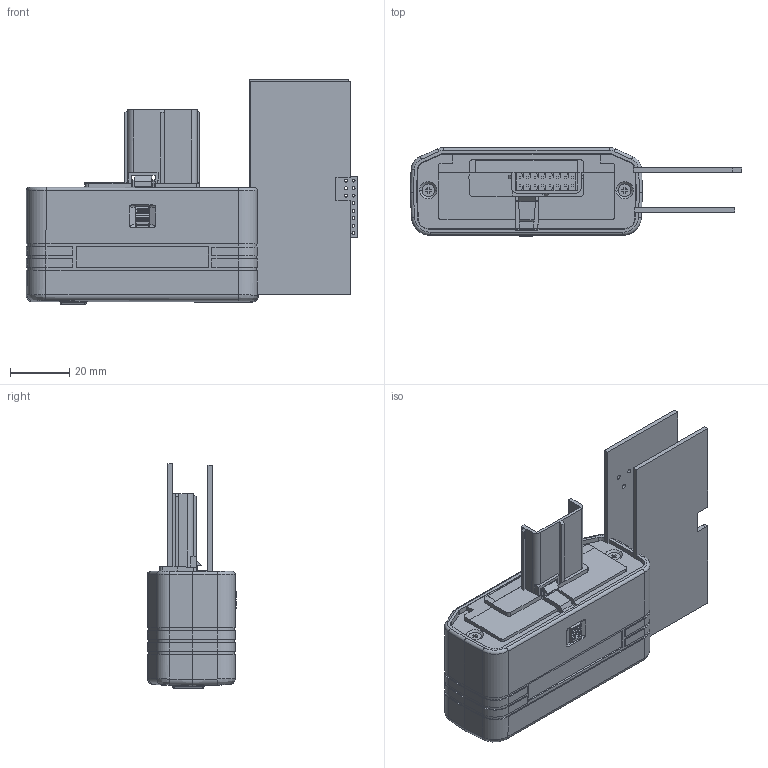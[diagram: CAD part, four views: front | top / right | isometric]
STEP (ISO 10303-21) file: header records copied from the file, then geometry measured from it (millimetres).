
FILE_DESCRIPTION((''),'2;1');
FILE_NAME('ATS','2024-09-10T',(''),(''),'PRO/ENGINEER BY PARAMETRIC TECHNOLOGY CORPORATION, 2003250','PRO/ENGINEER BY PARAMETRIC TECHNOLOGY CORPORATION, 2003250','');
FILE_SCHEMA(('CONFIG_CONTROL_DESIGN'));
Length unit declared in the file: millimetre
Products named in the file (15): TOP_SLOT_HOUSING_CASE_LARGE_SLO; TOP_SLOT_HOUSING_CASE_LARGE_PCB; TOP_SLOT_HOUSING_CASE_LARGE_OUT; TOP_SLOT_HOUSING_CASE_LARGE_-_T; 22761-SPKT-NO; CHAMFER2; FILLET4; FILLET5; BARREL_CONNECTOR; CENTER_PIN; TERMINAL_1_BRACE; DC_POWER_JACK_5_5MM_X_2_1MM_ANY_ASM; ASSEMBLY_-_DC_POWER_JACK_ASM; C-5-146309-8_1-9321; ATS
Assembly tree (15 placements, depth 4):
  ATS
    TOP_SLOT_HOUSING_CASE_LARGE_SLO
    TOP_SLOT_HOUSING_CASE_LARGE_PCB
    TOP_SLOT_HOUSING_CASE_LARGE_OUT
    TOP_SLOT_HOUSING_CASE_LARGE_-_T
    22761-SPKT-NO  x2
    ASSEMBLY_-_DC_POWER_JACK_ASM
      DC_POWER_JACK_5_5MM_X_2_1MM_ANY_ASM
        CHAMFER2
        FILLET4
        FILLET5
        BARREL_CONNECTOR
        CENTER_PIN
        TERMINAL_1_BRACE
    C-5-146309-8_1-9321
Bounding box: 112.06 x 30.03 x 75.95 mm (x, y, z)
Volume: 34858 mm3; surface area: 42150 mm2
Topology: 13 solids, 13 shells, 1311 faces, 3435 edges, 2166 vertices
Faces by surface type: plane 894, cylinder 305, cone 74, sphere 14, torus 12, bspline 12
Entity records: 40756 total; most frequent: CARTESIAN_POINT 10387, ORIENTED_EDGE 6354, DIRECTION 6004, EDGE_CURVE 3177, VECTOR 2500, LINE 2500, VERTEX_POINT 2008, AXIS2_PLACEMENT_3D 1752
